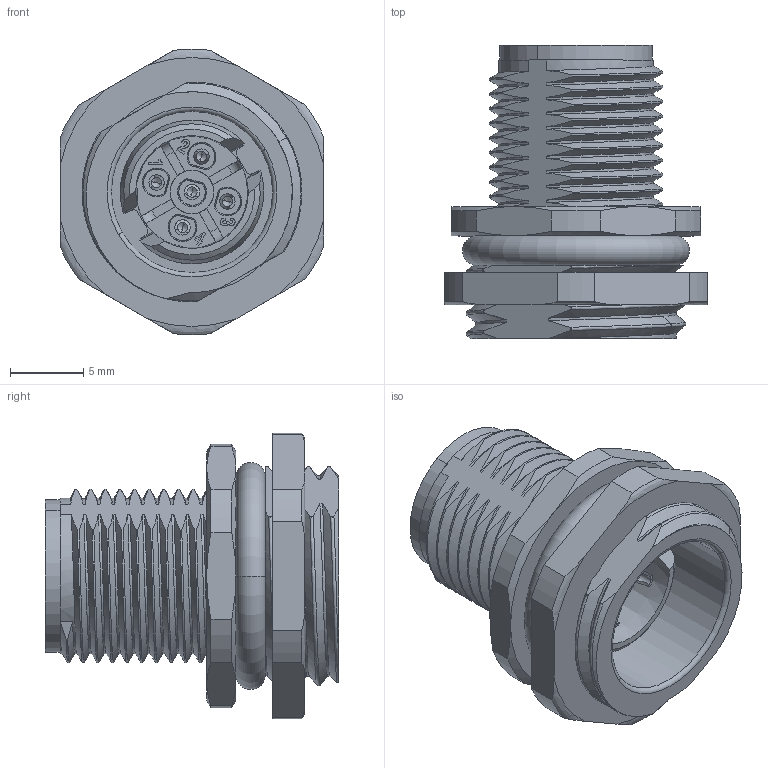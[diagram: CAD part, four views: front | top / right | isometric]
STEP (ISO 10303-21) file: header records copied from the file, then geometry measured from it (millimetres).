
FILE_DESCRIPTION((''),'2;1');
FILE_NAME('M12-M05A-BK-PG9-C_SW0001','2017-07-21T',('hq.zhang'),(''),'PRO/ENGINEER BY PARAMETRIC TECHNOLOGY CORPORATION, 2012480','PRO/ENGINEER BY PARAMETRIC TECHNOLOGY CORPORATION, 2012480','');
FILE_SCHEMA(('AUTOMOTIVE_DESIGN { 1 0 10303 214 1 1 1 1 }'));
Length unit declared in the file: millimetre
Products named in the file (1): M12-M05A-BK-PG9-C_SW0001
Bounding box: 18 x 20 x 19.48 mm (x, y, z)
Volume: 1818.3 mm3; surface area: 3656.8 mm2
Topology: 1 solids, 2 shells, 600 faces, 1692 edges, 1104 vertices
Faces by surface type: plane 184, cylinder 132, bspline 98, extrusion 86, cone 62, torus 28, sphere 10
Entity records: 29757 total; most frequent: CARTESIAN_POINT 15328, ORIENTED_EDGE 3344, DIRECTION 2346, EDGE_CURVE 1672, VERTEX_POINT 1104, AXIS2_PLACEMENT_3D 787, VECTOR 772, B_SPLINE_CURVE_WITH_KNOTS 701
